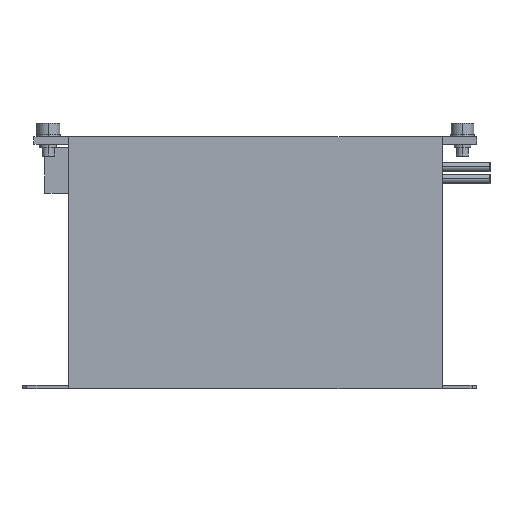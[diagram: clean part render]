
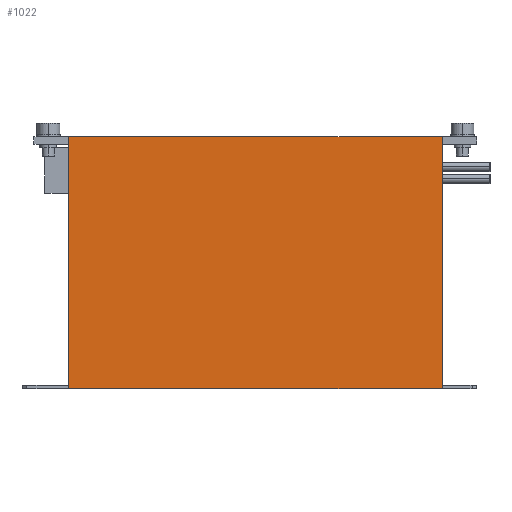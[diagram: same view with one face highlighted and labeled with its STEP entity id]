
A CAD part, left-side view. The second image highlights one B-rep face of the part: STEP entity #1022.
In plain terms, the highlighted planar face has unit normal (-1, 0, 0).
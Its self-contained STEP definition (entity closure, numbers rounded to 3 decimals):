
#13 = FACE_OUTER_BOUND ( 'NONE', #3053, .T. ) ;
#98 = DIRECTION ( 'NONE',  ( -1., 0., 0. ) ) ;
#267 = LINE ( 'NONE', #1934, #3597 ) ;
#287 = EDGE_CURVE ( 'NONE', #901, #3414, #2347, .T. ) ;
#435 = CARTESIAN_POINT ( 'NONE',  ( -101., -78., 0. ) ) ;
#835 = CARTESIAN_POINT ( 'NONE',  ( -101., -78., 105.2 ) ) ;
#901 = VERTEX_POINT ( 'NONE', #3832 ) ;
#913 = DIRECTION ( 'NONE',  ( 0., 0., -1. ) ) ;
#922 = DIRECTION ( 'NONE',  ( 0., 1., 0. ) ) ;
#1021 = DIRECTION ( 'NONE',  ( 0., -1., 0. ) ) ;
#1022 = ADVANCED_FACE ( 'NONE', ( #13 ), #2269, .T. ) ;
#1031 = VECTOR ( 'NONE', #913, 1000. ) ;
#1033 = ORIENTED_EDGE ( 'NONE', *, *, #2300, .F. ) ;
#1139 = VERTEX_POINT ( 'NONE', #435 ) ;
#1400 = CARTESIAN_POINT ( 'NONE',  ( -101., 78., 105.2 ) ) ;
#1497 = ORIENTED_EDGE ( 'NONE', *, *, #2907, .F. ) ;
#1561 = ORIENTED_EDGE ( 'NONE', *, *, #287, .T. ) ;
#1615 = CARTESIAN_POINT ( 'NONE',  ( -101., 78., 1.5 ) ) ;
#1934 = CARTESIAN_POINT ( 'NONE',  ( -101., 78., 0. ) ) ;
#2038 = EDGE_CURVE ( 'NONE', #1139, #3414, #267, .T. ) ;
#2039 = AXIS2_PLACEMENT_3D ( 'NONE', #1615, #98, #1021 ) ;
#2185 = VECTOR ( 'NONE', #3303, 1000. ) ;
#2269 = PLANE ( 'NONE',  #2039 ) ;
#2300 = EDGE_CURVE ( 'NONE', #2647, #1139, #3701, .T. ) ;
#2347 = LINE ( 'NONE', #3902, #3178 ) ;
#2647 = VERTEX_POINT ( 'NONE', #835 ) ;
#2717 = ORIENTED_EDGE ( 'NONE', *, *, #2038, .F. ) ;
#2907 = EDGE_CURVE ( 'NONE', #901, #2647, #3059, .T. ) ;
#3030 = CARTESIAN_POINT ( 'NONE',  ( -101., -78., 1.5 ) ) ;
#3053 = EDGE_LOOP ( 'NONE', ( #2717, #1033, #1497, #1561 ) ) ;
#3059 = LINE ( 'NONE', #1400, #2185 ) ;
#3178 = VECTOR ( 'NONE', #3298, 1000. ) ;
#3298 = DIRECTION ( 'NONE',  ( 0., 0., -1. ) ) ;
#3303 = DIRECTION ( 'NONE',  ( 0., -1., 0. ) ) ;
#3370 = CARTESIAN_POINT ( 'NONE',  ( -101., 78., 0. ) ) ;
#3414 = VERTEX_POINT ( 'NONE', #3370 ) ;
#3597 = VECTOR ( 'NONE', #922, 1000. ) ;
#3701 = LINE ( 'NONE', #3030, #1031 ) ;
#3832 = CARTESIAN_POINT ( 'NONE',  ( -101., 78., 105.2 ) ) ;
#3902 = CARTESIAN_POINT ( 'NONE',  ( -101., 78., 1.5 ) ) ;
